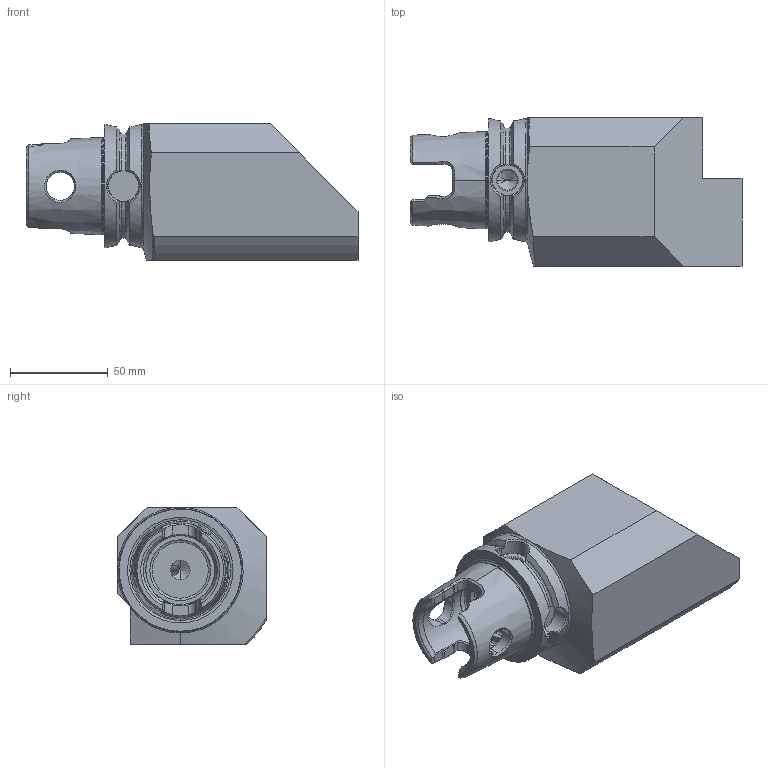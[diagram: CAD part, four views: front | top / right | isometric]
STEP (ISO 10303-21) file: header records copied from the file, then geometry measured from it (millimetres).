
FILE_DESCRIPTION (( 'STEP AP203' ), '1' );
FILE_NAME ('KU6.V25.R11.130.STEP', '2018-02-14T11:03:20', ( 'SWIAdmin' ), ( 'Hewlett-Packard Company' ), 'SwSTEP 2.0', 'SolidWorks 2017', '' );
FILE_SCHEMA (( 'CONFIG_CONTROL_DESIGN' ));
Length unit declared in the file: millimetre
Products named in the file (6): KU1-U14.001.012_1; KU1-U14.001.012_2; KU1-U14.001.012; KU6.V25.R11.130; KU6-V25.R11.130_A; ISO 4026 - M12 x 25_PreviewCfg
Assembly tree (7 placements, depth 3):
  KU6.V25.R11.130
    KU6-V25.R11.130_A
    ISO 4026 - M12 x 25_PreviewCfg  x3
    KU1-U14.001.012
      KU1-U14.001.012_1
      KU1-U14.001.012_2
Bounding box: 169.95 x 76 x 70 mm (x, y, z)
Volume: 454728 mm3; surface area: 63736.2 mm2
Topology: 6 solids, 6 shells, 324 faces, 832 edges, 521 vertices
Faces by surface type: plane 98, cylinder 77, bspline 58, cone 54, torus 33, sphere 4
Entity records: 13094 total; most frequent: CARTESIAN_POINT 5910, ORIENTED_EDGE 1508, DIRECTION 1132, EDGE_CURVE 754, VERTEX_POINT 475, AXIS2_PLACEMENT_3D 463, B_SPLINE_CURVE_WITH_KNOTS 326, EDGE_LOOP 317
